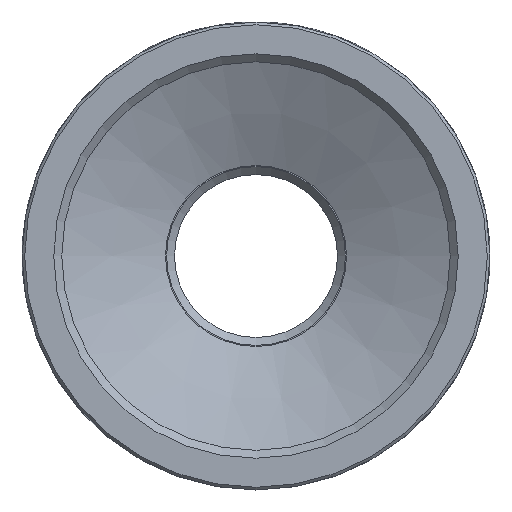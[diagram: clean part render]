
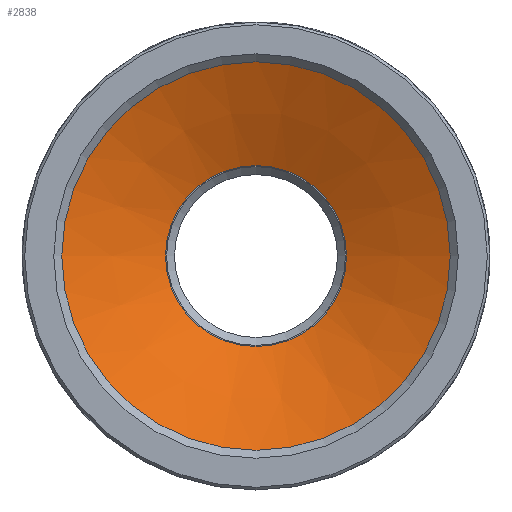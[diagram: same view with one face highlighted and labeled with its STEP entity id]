
A CAD part, left-side view. The second image highlights one B-rep face of the part: STEP entity #2838.
In plain terms, the highlighted conical face has half-angle 64.721 degrees and reference radius 27.412 mm.
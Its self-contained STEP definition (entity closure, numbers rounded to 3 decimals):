
#2302 = AXIS2_PLACEMENT_3D ( 'NONE', #16636, #4935, #8543 ) ;
#2838 = ADVANCED_FACE ( 'NONE', ( #8768, #16563 ), #16949, .F. ) ;
#3099 = ORIENTED_EDGE ( 'NONE', *, *, #14349, .F. ) ;
#3349 = CIRCLE ( 'NONE', #2302, 36.854 ) ;
#4925 = CARTESIAN_POINT ( 'NONE',  ( -15., -16.825, 0. ) ) ;
#4935 = DIRECTION ( 'NONE',  ( 1., 0., 0. ) ) ;
#5148 = CARTESIAN_POINT ( 'NONE',  ( -24.459, 36.854, 0. ) ) ;
#5751 = AXIS2_PLACEMENT_3D ( 'NONE', #20348, #11443, #7112 ) ;
#7112 = DIRECTION ( 'NONE',  ( 0., -1., 0. ) ) ;
#8543 = DIRECTION ( 'NONE',  ( 0., 1., 0. ) ) ;
#8768 = FACE_BOUND ( 'NONE', #11923, .T. ) ;
#8949 = DIRECTION ( 'NONE',  ( 0., -1., 0. ) ) ;
#11443 = DIRECTION ( 'NONE',  ( -1., 0., 0. ) ) ;
#11906 = ORIENTED_EDGE ( 'NONE', *, *, #17186, .F. ) ;
#11923 = EDGE_LOOP ( 'NONE', ( #11906 ) ) ;
#13143 = VERTEX_POINT ( 'NONE', #4925 ) ;
#14111 = EDGE_LOOP ( 'NONE', ( #3099 ) ) ;
#14349 = EDGE_CURVE ( 'NONE', #21576, #21576, #3349, .T. ) ;
#14570 = CIRCLE ( 'NONE', #18062, 16.825 ) ;
#16055 = CARTESIAN_POINT ( 'NONE',  ( -15., 0., 0. ) ) ;
#16563 = FACE_OUTER_BOUND ( 'NONE', #14111, .T. ) ;
#16636 = CARTESIAN_POINT ( 'NONE',  ( -24.459, 0., 0. ) ) ;
#16949 = CONICAL_SURFACE ( 'NONE', #5751, 27.412, 1.13 ) ;
#17186 = EDGE_CURVE ( 'NONE', #13143, #13143, #14570, .T. ) ;
#18062 = AXIS2_PLACEMENT_3D ( 'NONE', #16055, #21101, #8949 ) ;
#20348 = CARTESIAN_POINT ( 'NONE',  ( -20., 0., 0. ) ) ;
#21101 = DIRECTION ( 'NONE',  ( -1., 0., 0. ) ) ;
#21576 = VERTEX_POINT ( 'NONE', #5148 ) ;
